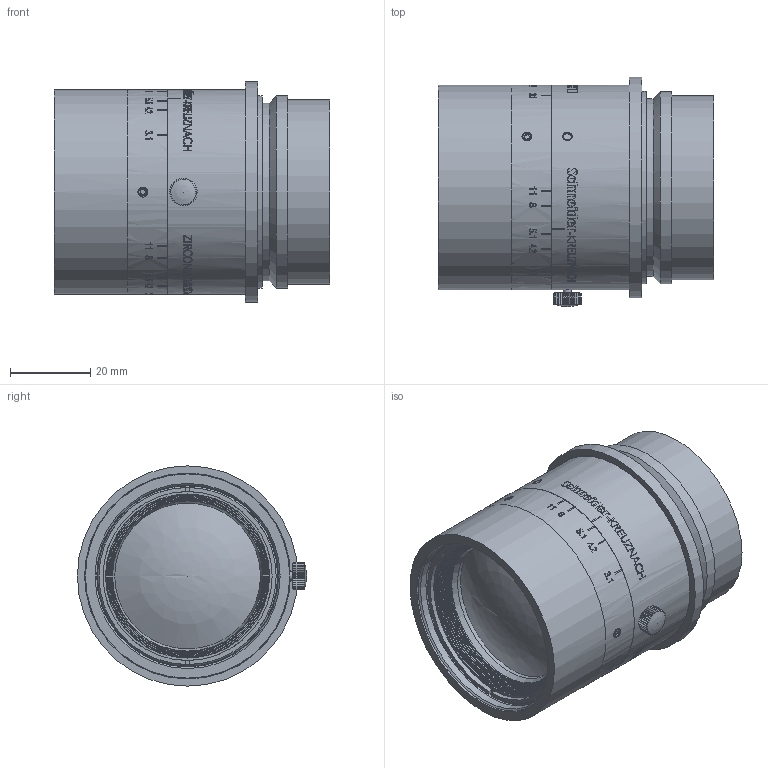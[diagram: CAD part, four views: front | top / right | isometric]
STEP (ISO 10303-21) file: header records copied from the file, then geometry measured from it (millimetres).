
FILE_DESCRIPTION(/* description */ (''),/* implementation_level */ '2;1');
FILE_NAME(/* name */ '1078947_00159429_002.stp',/* time_stamp */ '2022-01-04T13:18:45+01:00',/* author */ (''),/* organization */ (''),/* preprocessor_version */ 'ST-DEVELOPER v16',/* originating_system */ 'SIEMENS PLM Software NX 10.0',/* authorisation */ '');
FILE_SCHEMA (('AP203_CONFIGURATION_CONTROLLED_3D_DESIGN_OF_MECHANICAL_PARTS_AND_ASSEMBLIES_MIM_LF { 1 0 10303 403 2 1 2}'));
Length unit declared in the file: millimetre
Products named in the file (1): Froe4F44F7F26ac3
Bounding box: 68.7 x 57.21 x 55 mm (x, y, z)
Volume: 109096.3 mm3; surface area: 26464.9 mm2
Topology: 1 solids, 4 shells, 411 faces, 1446 edges, 1232 vertices
Faces by surface type: cylinder 208, plane 143, cone 37, torus 19, revolution 3, sphere 1
Full cylindrical faces by diameter (mm): 2 x1, 2.05 x3, 24.2 x1, 32 x1, 34.5 x1, 34.7 x1, 35.2 x1, 36.4 x1, 37.5 x1, 37.7 x1, 38 x1, 39.2 x1, 40 x1, 41.2 x1, 42.2 x2, 44.2 x1, 44.4 x1, 45 x1, 45.2 x1, 45.4 x1, 46 x1, 46.2 x2, 48 x2, 51 x3, 51.4 x1, 55 x1
Entity records: 18306 total; most frequent: CARTESIAN_POINT 7351, ORIENTED_EDGE 2615, DIRECTION 1399, EDGE_CURVE 1327, VERTEX_POINT 1209, B_SPLINE_CURVE_WITH_KNOTS 933, EDGE_LOOP 705, AXIS2_PLACEMENT_3D 628
